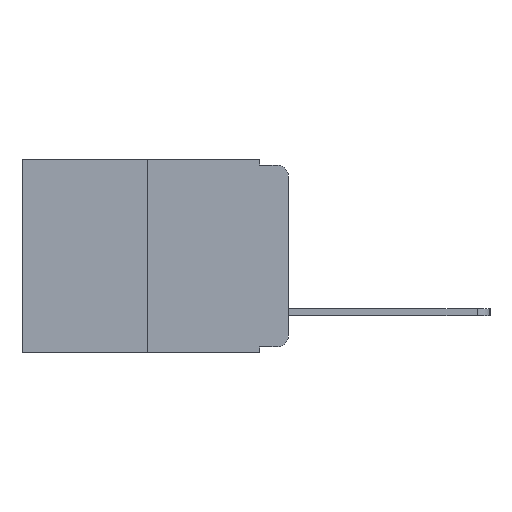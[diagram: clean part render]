
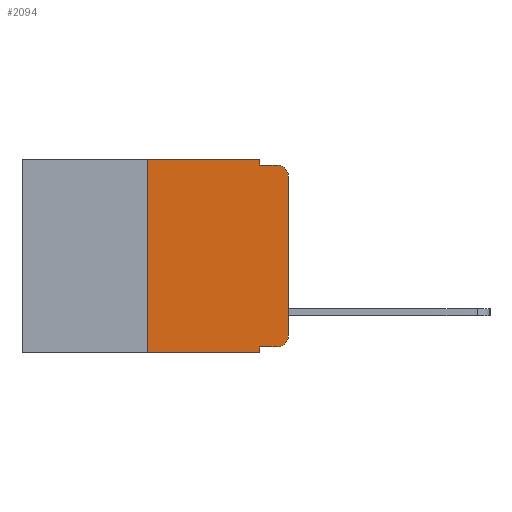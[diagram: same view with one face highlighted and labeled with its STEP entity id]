
A CAD part, left-side view. The second image highlights one B-rep face of the part: STEP entity #2094.
In plain terms, the highlighted planar face has unit normal (-1, 0, 0).
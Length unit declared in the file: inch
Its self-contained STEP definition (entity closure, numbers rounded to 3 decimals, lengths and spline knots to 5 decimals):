
#205 = CARTESIAN_POINT ( 'NONE',  ( 0., 0.051, -0.333 ) ) ;
#292 = ORIENTED_EDGE ( 'NONE', *, *, #3654, .F. ) ;
#354 = CARTESIAN_POINT ( 'NONE',  ( 0., 0.25, 0. ) ) ;
#760 = CARTESIAN_POINT ( 'NONE',  ( 0., 0.473, -0.343 ) ) ;
#854 = DIRECTION ( 'NONE',  ( 0., 0., -1. ) ) ;
#883 = DIRECTION ( 'NONE',  ( 0., -1., 0. ) ) ;
#1153 = VECTOR ( 'NONE', #13226, 39.37008 ) ;
#1484 = ORIENTED_EDGE ( 'NONE', *, *, #11701, .F. ) ;
#1795 = DIRECTION ( 'NONE',  ( 0., -1., 0. ) ) ;
#1799 = VECTOR ( 'NONE', #4458, 39.37008 ) ;
#2094 = ADVANCED_FACE ( 'NONE', ( #13044 ), #10522, .F. ) ;
#2096 = DIRECTION ( 'NONE',  ( 0., 0., 1. ) ) ;
#2201 = VERTEX_POINT ( 'NONE', #13448 ) ;
#2424 = CARTESIAN_POINT ( 'NONE',  ( 0., 0.02, -0.333 ) ) ;
#2432 = CARTESIAN_POINT ( 'NONE',  ( 0., 0.02, -0.01 ) ) ;
#2710 = VECTOR ( 'NONE', #9168, 39.37008 ) ;
#3270 = LINE ( 'NONE', #11948, #2710 ) ;
#3359 = EDGE_CURVE ( 'NONE', #11597, #10678, #15202, .T. ) ;
#3522 = CARTESIAN_POINT ( 'NONE',  ( 0., 0., 0. ) ) ;
#3654 = EDGE_CURVE ( 'NONE', #7767, #16100, #3270, .T. ) ;
#4015 = ORIENTED_EDGE ( 'NONE', *, *, #14905, .F. ) ;
#4241 = LINE ( 'NONE', #10107, #20581 ) ;
#4282 = DIRECTION ( 'NONE',  ( -1., 0., 0. ) ) ;
#4458 = DIRECTION ( 'NONE',  ( 0., 0., -1. ) ) ;
#5136 = EDGE_CURVE ( 'NONE', #2201, #6293, #13246, .T. ) ;
#5255 = CARTESIAN_POINT ( 'NONE',  ( 0., 0.051, -0.01 ) ) ;
#5302 = VECTOR ( 'NONE', #6934, 39.37008 ) ;
#5443 = CARTESIAN_POINT ( 'NONE',  ( 0., 0.051, -0.01 ) ) ;
#5564 = CARTESIAN_POINT ( 'NONE',  ( 0., 0., -0.03 ) ) ;
#6293 = VERTEX_POINT ( 'NONE', #11505 ) ;
#6476 = VERTEX_POINT ( 'NONE', #205 ) ;
#6934 = DIRECTION ( 'NONE',  ( 0., -1., 0. ) ) ;
#7458 = DIRECTION ( 'NONE',  ( 1., 0., 0. ) ) ;
#7634 = CIRCLE ( 'NONE', #20277, 0.02 ) ;
#7767 = VERTEX_POINT ( 'NONE', #16467 ) ;
#7929 = VERTEX_POINT ( 'NONE', #2432 ) ;
#8996 = LINE ( 'NONE', #19802, #12725 ) ;
#9168 = DIRECTION ( 'NONE',  ( 0., 0., -1. ) ) ;
#9573 = EDGE_CURVE ( 'NONE', #2201, #11471, #8996, .T. ) ;
#9642 = LINE ( 'NONE', #5255, #5302 ) ;
#10107 = CARTESIAN_POINT ( 'NONE',  ( 0., 0.051, -0.333 ) ) ;
#10391 = ORIENTED_EDGE ( 'NONE', *, *, #19793, .T. ) ;
#10522 = PLANE ( 'NONE',  #12018 ) ;
#10678 = VERTEX_POINT ( 'NONE', #18129 ) ;
#10846 = DIRECTION ( 'NONE',  ( 0., -1., 0. ) ) ;
#10859 = ORIENTED_EDGE ( 'NONE', *, *, #13247, .F. ) ;
#11471 = VERTEX_POINT ( 'NONE', #354 ) ;
#11505 = CARTESIAN_POINT ( 'NONE',  ( 0., 0.051, -0.343 ) ) ;
#11597 = VERTEX_POINT ( 'NONE', #2424 ) ;
#11624 = ORIENTED_EDGE ( 'NONE', *, *, #18419, .T. ) ;
#11701 = EDGE_CURVE ( 'NONE', #6476, #6293, #18995, .T. ) ;
#11948 = CARTESIAN_POINT ( 'NONE',  ( 0., 0.051, 0. ) ) ;
#12018 = AXIS2_PLACEMENT_3D ( 'NONE', #20052, #7458, #16942 ) ;
#12521 = CARTESIAN_POINT ( 'NONE',  ( 0., 0.051, 0. ) ) ;
#12725 = VECTOR ( 'NONE', #2096, 39.37008 ) ;
#13044 = FACE_OUTER_BOUND ( 'NONE', #21013, .T. ) ;
#13226 = DIRECTION ( 'NONE',  ( 0., 0., 1. ) ) ;
#13246 = LINE ( 'NONE', #760, #17435 ) ;
#13247 = EDGE_CURVE ( 'NONE', #11471, #7767, #16601, .T. ) ;
#13448 = CARTESIAN_POINT ( 'NONE',  ( 0., 0.25, -0.343 ) ) ;
#13723 = CARTESIAN_POINT ( 'NONE',  ( 0., 0.02, -0.313 ) ) ;
#13888 = AXIS2_PLACEMENT_3D ( 'NONE', #13723, #21047, #854 ) ;
#13940 = CARTESIAN_POINT ( 'NONE',  ( 0., 0.02, -0.03 ) ) ;
#14114 = ORIENTED_EDGE ( 'NONE', *, *, #5136, .T. ) ;
#14615 = ORIENTED_EDGE ( 'NONE', *, *, #3359, .T. ) ;
#14905 = EDGE_CURVE ( 'NONE', #16100, #7929, #9642, .T. ) ;
#15202 = CIRCLE ( 'NONE', #13888, 0.02 ) ;
#15526 = DIRECTION ( 'NONE',  ( 0., 0., -1. ) ) ;
#16100 = VERTEX_POINT ( 'NONE', #5443 ) ;
#16317 = ORIENTED_EDGE ( 'NONE', *, *, #19319, .T. ) ;
#16467 = CARTESIAN_POINT ( 'NONE',  ( 0., 0.051, 0. ) ) ;
#16601 = LINE ( 'NONE', #18795, #20164 ) ;
#16942 = DIRECTION ( 'NONE',  ( 0., 0., -1. ) ) ;
#17435 = VECTOR ( 'NONE', #10846, 39.37008 ) ;
#17794 = ORIENTED_EDGE ( 'NONE', *, *, #9573, .F. ) ;
#18129 = CARTESIAN_POINT ( 'NONE',  ( 0., 0., -0.313 ) ) ;
#18419 = EDGE_CURVE ( 'NONE', #10678, #19995, #18504, .T. ) ;
#18504 = LINE ( 'NONE', #3522, #1153 ) ;
#18795 = CARTESIAN_POINT ( 'NONE',  ( 0., 0.473, 0. ) ) ;
#18995 = LINE ( 'NONE', #12521, #1799 ) ;
#19319 = EDGE_CURVE ( 'NONE', #19995, #7929, #7634, .T. ) ;
#19793 = EDGE_CURVE ( 'NONE', #6476, #11597, #4241, .T. ) ;
#19802 = CARTESIAN_POINT ( 'NONE',  ( 0., 0.25, 0. ) ) ;
#19995 = VERTEX_POINT ( 'NONE', #5564 ) ;
#20052 = CARTESIAN_POINT ( 'NONE',  ( 0., 0.473, 0. ) ) ;
#20164 = VECTOR ( 'NONE', #883, 39.37008 ) ;
#20277 = AXIS2_PLACEMENT_3D ( 'NONE', #13940, #4282, #15526 ) ;
#20581 = VECTOR ( 'NONE', #1795, 39.37008 ) ;
#21013 = EDGE_LOOP ( 'NONE', ( #11624, #16317, #4015, #292, #10859, #17794, #14114, #1484, #10391, #14615 ) ) ;
#21047 = DIRECTION ( 'NONE',  ( -1., 0., 0. ) ) ;
